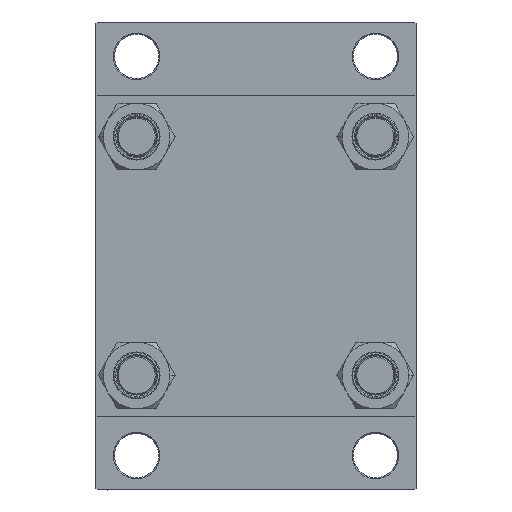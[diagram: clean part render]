
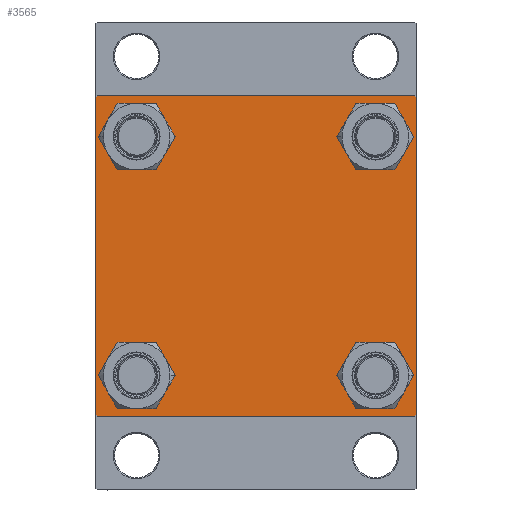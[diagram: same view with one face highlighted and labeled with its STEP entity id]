
A CAD part, left-side view. The second image highlights one B-rep face of the part: STEP entity #3565.
In plain terms, the highlighted planar face has unit normal (-1, 0, 0).
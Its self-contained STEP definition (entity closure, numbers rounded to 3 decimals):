
#220 = VERTEX_POINT ( 'NONE', #27519 ) ;
#453 = ORIENTED_EDGE ( 'NONE', *, *, #43947, .T. ) ;
#1038 = VECTOR ( 'NONE', #29579, 1000. ) ;
#1579 = CARTESIAN_POINT ( 'NONE',  ( 0., 64.75, 64.75 ) ) ;
#1680 = DIRECTION ( 'NONE',  ( 0., 0., 1. ) ) ;
#1947 = VERTEX_POINT ( 'NONE', #45326 ) ;
#2233 = EDGE_CURVE ( 'NONE', #47124, #23433, #18645, .T. ) ;
#2353 = EDGE_LOOP ( 'NONE', ( #19291, #7853 ) ) ;
#2487 = DIRECTION ( 'NONE',  ( 0., 0., -1. ) ) ;
#2634 = PLANE ( 'NONE',  #31024 ) ;
#3216 = CIRCLE ( 'NONE', #40352, 8.5 ) ;
#3373 = DIRECTION ( 'NONE',  ( 0., 0., 1. ) ) ;
#3496 = CARTESIAN_POINT ( 'NONE',  ( 0., 64.5, 65. ) ) ;
#3565 = ADVANCED_FACE ( 'NONE', ( #43313, #13296, #5304, #46226, #12817 ), #2634, .T. ) ;
#4177 = DIRECTION ( 'NONE',  ( 1., 0., 0. ) ) ;
#4179 = EDGE_LOOP ( 'NONE', ( #11090, #29695, #13143, #46242, #43061, #47708, #23706, #7997 ) ) ;
#4721 = VECTOR ( 'NONE', #36672, 1000. ) ;
#5269 = VECTOR ( 'NONE', #27248, 1000. ) ;
#5304 = FACE_BOUND ( 'NONE', #34585, .T. ) ;
#5334 = ORIENTED_EDGE ( 'NONE', *, *, #38885, .T. ) ;
#5364 = CARTESIAN_POINT ( 'NONE',  ( 0., 65., -64.5 ) ) ;
#5435 = ORIENTED_EDGE ( 'NONE', *, *, #25937, .T. ) ;
#6168 = VERTEX_POINT ( 'NONE', #25941 ) ;
#6176 = EDGE_CURVE ( 'NONE', #8011, #18586, #11175, .T. ) ;
#6521 = AXIS2_PLACEMENT_3D ( 'NONE', #21388, #29629, #28910 ) ;
#6552 = CARTESIAN_POINT ( 'NONE',  ( 0., 64.75, -64.75 ) ) ;
#6712 = CARTESIAN_POINT ( 'NONE',  ( 0., -64.75, -64.75 ) ) ;
#7160 = CIRCLE ( 'NONE', #25725, 8.5 ) ;
#7318 = CARTESIAN_POINT ( 'NONE',  ( 0., 48.45, -48.45 ) ) ;
#7853 = ORIENTED_EDGE ( 'NONE', *, *, #17318, .T. ) ;
#7924 = CARTESIAN_POINT ( 'NONE',  ( 0., -48.45, -48.45 ) ) ;
#7997 = ORIENTED_EDGE ( 'NONE', *, *, #22441, .T. ) ;
#8011 = VERTEX_POINT ( 'NONE', #32588 ) ;
#8493 = CARTESIAN_POINT ( 'NONE',  ( 0., 48.45, -56.95 ) ) ;
#8561 = CARTESIAN_POINT ( 'NONE',  ( 0., 65., -65. ) ) ;
#9070 = EDGE_CURVE ( 'NONE', #42370, #25455, #14265, .T. ) ;
#9638 = CARTESIAN_POINT ( 'NONE',  ( 0., -48.45, -56.95 ) ) ;
#10213 = CARTESIAN_POINT ( 'NONE',  ( 0., -64.5, -65. ) ) ;
#10584 = LINE ( 'NONE', #6712, #25213 ) ;
#11090 = ORIENTED_EDGE ( 'NONE', *, *, #6176, .T. ) ;
#11175 = LINE ( 'NONE', #14802, #1038 ) ;
#11195 = DIRECTION ( 'NONE',  ( 1., 0., 0. ) ) ;
#11199 = DIRECTION ( 'NONE',  ( 0., 0., 1. ) ) ;
#11792 = CARTESIAN_POINT ( 'NONE',  ( 0., -65., 64.5 ) ) ;
#12398 = DIRECTION ( 'NONE',  ( 0., 0., 1. ) ) ;
#12817 = FACE_OUTER_BOUND ( 'NONE', #4179, .T. ) ;
#13143 = ORIENTED_EDGE ( 'NONE', *, *, #42820, .T. ) ;
#13239 = CARTESIAN_POINT ( 'NONE',  ( 0., -65., -64.5 ) ) ;
#13296 = FACE_BOUND ( 'NONE', #2353, .T. ) ;
#13671 = EDGE_CURVE ( 'NONE', #15729, #21395, #10584, .T. ) ;
#14265 = CIRCLE ( 'NONE', #6521, 8.5 ) ;
#14595 = VECTOR ( 'NONE', #2487, 1000. ) ;
#14802 = CARTESIAN_POINT ( 'NONE',  ( 0., 65., 65. ) ) ;
#15182 = DIRECTION ( 'NONE',  ( 1., 0., 0. ) ) ;
#15729 = VERTEX_POINT ( 'NONE', #10213 ) ;
#16769 = EDGE_CURVE ( 'NONE', #33708, #23770, #32169, .T. ) ;
#16963 = LINE ( 'NONE', #6552, #47889 ) ;
#17318 = EDGE_CURVE ( 'NONE', #47791, #6168, #33772, .T. ) ;
#17392 = CARTESIAN_POINT ( 'NONE',  ( 0., 0., 0. ) ) ;
#17975 = CARTESIAN_POINT ( 'NONE',  ( 0., -48.45, 39.95 ) ) ;
#18586 = VERTEX_POINT ( 'NONE', #5364 ) ;
#18641 = VECTOR ( 'NONE', #38107, 1000. ) ;
#18645 = LINE ( 'NONE', #39968, #41849 ) ;
#18737 = EDGE_LOOP ( 'NONE', ( #23090, #5334 ) ) ;
#18811 = DIRECTION ( 'NONE',  ( 0., 0., 1. ) ) ;
#19259 = CIRCLE ( 'NONE', #25447, 8.5 ) ;
#19291 = ORIENTED_EDGE ( 'NONE', *, *, #35196, .T. ) ;
#19881 = CARTESIAN_POINT ( 'NONE',  ( 0., 48.45, 48.45 ) ) ;
#20274 = ORIENTED_EDGE ( 'NONE', *, *, #16769, .T. ) ;
#20579 = AXIS2_PLACEMENT_3D ( 'NONE', #7924, #15182, #18811 ) ;
#21388 = CARTESIAN_POINT ( 'NONE',  ( 0., -48.45, 48.45 ) ) ;
#21395 = VERTEX_POINT ( 'NONE', #13239 ) ;
#22372 = CIRCLE ( 'NONE', #27006, 8.5 ) ;
#22441 = EDGE_CURVE ( 'NONE', #41611, #8011, #30875, .T. ) ;
#23090 = ORIENTED_EDGE ( 'NONE', *, *, #46134, .T. ) ;
#23433 = VERTEX_POINT ( 'NONE', #27200 ) ;
#23695 = CARTESIAN_POINT ( 'NONE',  ( 0., 48.45, -48.45 ) ) ;
#23706 = ORIENTED_EDGE ( 'NONE', *, *, #28165, .F. ) ;
#23770 = VERTEX_POINT ( 'NONE', #8493 ) ;
#24141 = CARTESIAN_POINT ( 'NONE',  ( 0., 65., 65. ) ) ;
#24178 = DIRECTION ( 'NONE',  ( 0., 0., 1. ) ) ;
#24444 = DIRECTION ( 'NONE',  ( 1., 0., 0. ) ) ;
#24705 = DIRECTION ( 'NONE',  ( 1., 0., 0. ) ) ;
#25213 = VECTOR ( 'NONE', #25348, 1000. ) ;
#25348 = DIRECTION ( 'NONE',  ( 0., -0.707, 0.707 ) ) ;
#25447 = AXIS2_PLACEMENT_3D ( 'NONE', #28360, #24705, #36090 ) ;
#25455 = VERTEX_POINT ( 'NONE', #17975 ) ;
#25486 = EDGE_LOOP ( 'NONE', ( #40050, #453 ) ) ;
#25725 = AXIS2_PLACEMENT_3D ( 'NONE', #19881, #4177, #12398 ) ;
#25937 = EDGE_CURVE ( 'NONE', #23770, #33708, #31713, .T. ) ;
#25941 = CARTESIAN_POINT ( 'NONE',  ( 0., -48.45, -39.95 ) ) ;
#27006 = AXIS2_PLACEMENT_3D ( 'NONE', #46981, #24444, #3373 ) ;
#27200 = CARTESIAN_POINT ( 'NONE',  ( 0., -64.5, 65. ) ) ;
#27207 = LINE ( 'NONE', #8561, #18641 ) ;
#27248 = DIRECTION ( 'NONE',  ( 0., 0.707, -0.707 ) ) ;
#27519 = CARTESIAN_POINT ( 'NONE',  ( 0., 48.45, 56.95 ) ) ;
#28165 = EDGE_CURVE ( 'NONE', #41611, #23433, #42565, .T. ) ;
#28273 = CARTESIAN_POINT ( 'NONE',  ( 0., 48.45, 39.95 ) ) ;
#28360 = CARTESIAN_POINT ( 'NONE',  ( 0., -48.45, -48.45 ) ) ;
#28910 = DIRECTION ( 'NONE',  ( 0., 0., 1. ) ) ;
#29579 = DIRECTION ( 'NONE',  ( 0., 0., -1. ) ) ;
#29629 = DIRECTION ( 'NONE',  ( 1., 0., 0. ) ) ;
#29695 = ORIENTED_EDGE ( 'NONE', *, *, #35160, .T. ) ;
#29843 = CARTESIAN_POINT ( 'NONE',  ( 0., -48.45, 48.45 ) ) ;
#30554 = CARTESIAN_POINT ( 'NONE',  ( 0., 48.45, -39.95 ) ) ;
#30875 = LINE ( 'NONE', #1579, #5269 ) ;
#31024 = AXIS2_PLACEMENT_3D ( 'NONE', #17392, #32171, #24178 ) ;
#31713 = CIRCLE ( 'NONE', #37113, 8.5 ) ;
#32169 = CIRCLE ( 'NONE', #42231, 8.5 ) ;
#32171 = DIRECTION ( 'NONE',  ( -1., 0., 0. ) ) ;
#32588 = CARTESIAN_POINT ( 'NONE',  ( 0., 65., 64.5 ) ) ;
#33549 = EDGE_CURVE ( 'NONE', #47124, #21395, #40013, .T. ) ;
#33708 = VERTEX_POINT ( 'NONE', #30554 ) ;
#33772 = CIRCLE ( 'NONE', #20579, 8.5 ) ;
#34585 = EDGE_LOOP ( 'NONE', ( #20274, #5435 ) ) ;
#35160 = EDGE_CURVE ( 'NONE', #18586, #1947, #16963, .T. ) ;
#35196 = EDGE_CURVE ( 'NONE', #6168, #47791, #19259, .T. ) ;
#36090 = DIRECTION ( 'NONE',  ( 0., 0., 1. ) ) ;
#36672 = DIRECTION ( 'NONE',  ( 0., -1., 0. ) ) ;
#37113 = AXIS2_PLACEMENT_3D ( 'NONE', #23695, #38478, #1680 ) ;
#38107 = DIRECTION ( 'NONE',  ( 0., -1., 0. ) ) ;
#38478 = DIRECTION ( 'NONE',  ( 1., 0., 0. ) ) ;
#38885 = EDGE_CURVE ( 'NONE', #42141, #220, #22372, .T. ) ;
#39249 = DIRECTION ( 'NONE',  ( 0., -0.707, -0.707 ) ) ;
#39540 = CARTESIAN_POINT ( 'NONE',  ( 0., -65., 65. ) ) ;
#39968 = CARTESIAN_POINT ( 'NONE',  ( 0., -64.75, 64.75 ) ) ;
#40013 = LINE ( 'NONE', #39540, #14595 ) ;
#40050 = ORIENTED_EDGE ( 'NONE', *, *, #9070, .T. ) ;
#40352 = AXIS2_PLACEMENT_3D ( 'NONE', #29843, #47758, #11199 ) ;
#40852 = CARTESIAN_POINT ( 'NONE',  ( 0., -48.45, 56.95 ) ) ;
#41445 = DIRECTION ( 'NONE',  ( 0., 0., 1. ) ) ;
#41611 = VERTEX_POINT ( 'NONE', #3496 ) ;
#41849 = VECTOR ( 'NONE', #44324, 1000. ) ;
#42141 = VERTEX_POINT ( 'NONE', #28273 ) ;
#42231 = AXIS2_PLACEMENT_3D ( 'NONE', #7318, #11195, #41445 ) ;
#42370 = VERTEX_POINT ( 'NONE', #40852 ) ;
#42565 = LINE ( 'NONE', #24141, #4721 ) ;
#42820 = EDGE_CURVE ( 'NONE', #1947, #15729, #27207, .T. ) ;
#43061 = ORIENTED_EDGE ( 'NONE', *, *, #33549, .F. ) ;
#43313 = FACE_BOUND ( 'NONE', #25486, .T. ) ;
#43947 = EDGE_CURVE ( 'NONE', #25455, #42370, #3216, .T. ) ;
#44324 = DIRECTION ( 'NONE',  ( 0., 0.707, 0.707 ) ) ;
#45326 = CARTESIAN_POINT ( 'NONE',  ( 0., 64.5, -65. ) ) ;
#46134 = EDGE_CURVE ( 'NONE', #220, #42141, #7160, .T. ) ;
#46226 = FACE_BOUND ( 'NONE', #18737, .T. ) ;
#46242 = ORIENTED_EDGE ( 'NONE', *, *, #13671, .T. ) ;
#46981 = CARTESIAN_POINT ( 'NONE',  ( 0., 48.45, 48.45 ) ) ;
#47124 = VERTEX_POINT ( 'NONE', #11792 ) ;
#47708 = ORIENTED_EDGE ( 'NONE', *, *, #2233, .T. ) ;
#47758 = DIRECTION ( 'NONE',  ( 1., 0., 0. ) ) ;
#47791 = VERTEX_POINT ( 'NONE', #9638 ) ;
#47889 = VECTOR ( 'NONE', #39249, 1000. ) ;
